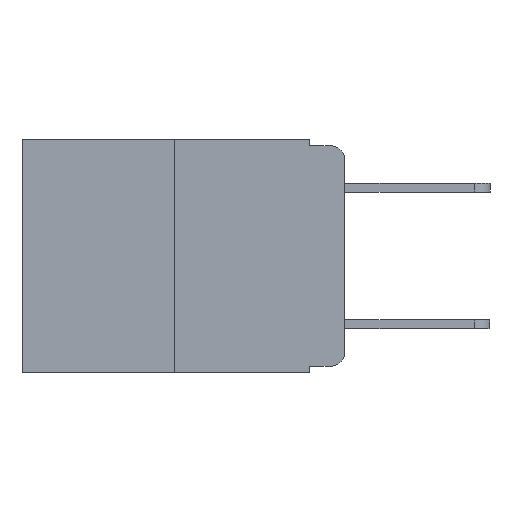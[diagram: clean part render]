
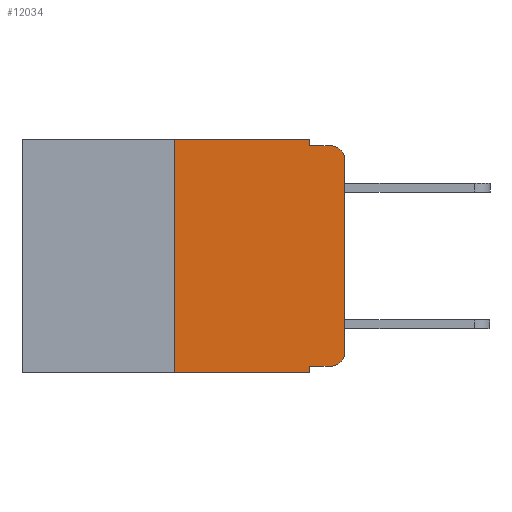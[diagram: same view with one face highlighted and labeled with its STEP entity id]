
A CAD part, left-side view. The second image highlights one B-rep face of the part: STEP entity #12034.
In plain terms, the highlighted planar face has unit normal (-1, 0, 0).
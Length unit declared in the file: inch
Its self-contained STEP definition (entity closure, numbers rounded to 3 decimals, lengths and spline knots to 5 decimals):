
#724 = VERTEX_POINT ( 'NONE', #18941 ) ;
#863 = VERTEX_POINT ( 'NONE', #14379 ) ;
#910 = CARTESIAN_POINT ( 'NONE',  ( 0., 0.02, -0.333 ) ) ;
#1284 = ORIENTED_EDGE ( 'NONE', *, *, #7564, .T. ) ;
#1337 = ORIENTED_EDGE ( 'NONE', *, *, #7354, .T. ) ;
#1383 = ORIENTED_EDGE ( 'NONE', *, *, #4962, .F. ) ;
#1526 = ORIENTED_EDGE ( 'NONE', *, *, #9817, .F. ) ;
#1546 = ORIENTED_EDGE ( 'NONE', *, *, #17126, .F. ) ;
#1552 = ORIENTED_EDGE ( 'NONE', *, *, #6096, .F. ) ;
#1861 = ORIENTED_EDGE ( 'NONE', *, *, #5316, .T. ) ;
#1902 = ORIENTED_EDGE ( 'NONE', *, *, #5521, .F. ) ;
#1923 = ORIENTED_EDGE ( 'NONE', *, *, #5581, .T. ) ;
#2011 = ORIENTED_EDGE ( 'NONE', *, *, #5865, .T. ) ;
#2077 = VERTEX_POINT ( 'NONE', #11352 ) ;
#2317 = LINE ( 'NONE', #13038, #17785 ) ;
#2569 = FACE_OUTER_BOUND ( 'NONE', #17397, .T. ) ;
#3177 = DIRECTION ( 'NONE',  ( 0., -1., 0. ) ) ;
#3579 = DIRECTION ( 'NONE',  ( 0., 0., -1. ) ) ;
#3616 = LINE ( 'NONE', #12252, #12131 ) ;
#4703 = VECTOR ( 'NONE', #6729, 39.37008 ) ;
#4962 = EDGE_CURVE ( 'NONE', #15106, #724, #20055, .T. ) ;
#5316 = EDGE_CURVE ( 'NONE', #16885, #2077, #3616, .T. ) ;
#5521 = EDGE_CURVE ( 'NONE', #11591, #2077, #13064, .T. ) ;
#5581 = EDGE_CURVE ( 'NONE', #11591, #12135, #15067, .T. ) ;
#5678 = CARTESIAN_POINT ( 'NONE',  ( 0., 0.25, 0. ) ) ;
#5865 = EDGE_CURVE ( 'NONE', #12135, #15000, #6986, .T. ) ;
#5951 = DIRECTION ( 'NONE',  ( 0., 0., -1. ) ) ;
#6096 = EDGE_CURVE ( 'NONE', #16885, #15174, #19546, .T. ) ;
#6686 = CARTESIAN_POINT ( 'NONE',  ( 0., 0.051, -0.333 ) ) ;
#6729 = DIRECTION ( 'NONE',  ( 0., 0., -1. ) ) ;
#6986 = CIRCLE ( 'NONE', #9083, 0.02 ) ;
#7006 = VECTOR ( 'NONE', #11671, 39.37008 ) ;
#7014 = CARTESIAN_POINT ( 'NONE',  ( 0., 0.051, -0.333 ) ) ;
#7074 = DIRECTION ( 'NONE',  ( 0., 0., 1. ) ) ;
#7322 = DIRECTION ( 'NONE',  ( 0., 0., 1. ) ) ;
#7354 = EDGE_CURVE ( 'NONE', #863, #724, #14958, .T. ) ;
#7564 = EDGE_CURVE ( 'NONE', #15000, #863, #12942, .T. ) ;
#9083 = AXIS2_PLACEMENT_3D ( 'NONE', #18404, #9792, #19703 ) ;
#9211 = CARTESIAN_POINT ( 'NONE',  ( 0., 0.473, 0. ) ) ;
#9663 = AXIS2_PLACEMENT_3D ( 'NONE', #9211, #15108, #5951 ) ;
#9666 = DIRECTION ( 'NONE',  ( -1., 0., 0. ) ) ;
#9792 = DIRECTION ( 'NONE',  ( -1., 0., 0. ) ) ;
#9817 = EDGE_CURVE ( 'NONE', #14422, #15106, #2317, .T. ) ;
#9985 = CARTESIAN_POINT ( 'NONE',  ( 0., 0.051, -0.01 ) ) ;
#11270 = CARTESIAN_POINT ( 'NONE',  ( 0., 0., -0.313 ) ) ;
#11352 = CARTESIAN_POINT ( 'NONE',  ( 0., 0.051, -0.343 ) ) ;
#11591 = VERTEX_POINT ( 'NONE', #6686 ) ;
#11671 = DIRECTION ( 'NONE',  ( 0., -1., 0. ) ) ;
#12034 = ADVANCED_FACE ( 'NONE', ( #2569 ), #19217, .F. ) ;
#12131 = VECTOR ( 'NONE', #13746, 39.37008 ) ;
#12135 = VERTEX_POINT ( 'NONE', #910 ) ;
#12252 = CARTESIAN_POINT ( 'NONE',  ( 0., 0.473, -0.343 ) ) ;
#12726 = CARTESIAN_POINT ( 'NONE',  ( 0., 0.051, -0.01 ) ) ;
#12753 = CARTESIAN_POINT ( 'NONE',  ( 0., 0.473, 0. ) ) ;
#12942 = LINE ( 'NONE', #16015, #16292 ) ;
#13038 = CARTESIAN_POINT ( 'NONE',  ( 0., 0.051, 0. ) ) ;
#13064 = LINE ( 'NONE', #18610, #4703 ) ;
#13746 = DIRECTION ( 'NONE',  ( 0., -1., 0. ) ) ;
#14170 = AXIS2_PLACEMENT_3D ( 'NONE', #18296, #9666, #19592 ) ;
#14379 = CARTESIAN_POINT ( 'NONE',  ( 0., 0., -0.03 ) ) ;
#14422 = VERTEX_POINT ( 'NONE', #18817 ) ;
#14958 = CIRCLE ( 'NONE', #14170, 0.02 ) ;
#15000 = VERTEX_POINT ( 'NONE', #11270 ) ;
#15067 = LINE ( 'NONE', #7014, #7006 ) ;
#15106 = VERTEX_POINT ( 'NONE', #9985 ) ;
#15108 = DIRECTION ( 'NONE',  ( 1., 0., 0. ) ) ;
#15174 = VERTEX_POINT ( 'NONE', #17378 ) ;
#15486 = VECTOR ( 'NONE', #7322, 39.37008 ) ;
#15619 = DIRECTION ( 'NONE',  ( 0., -1., 0. ) ) ;
#15986 = VECTOR ( 'NONE', #15619, 39.37008 ) ;
#16015 = CARTESIAN_POINT ( 'NONE',  ( 0., 0., 0. ) ) ;
#16136 = VECTOR ( 'NONE', #3177, 39.37008 ) ;
#16292 = VECTOR ( 'NONE', #7074, 39.37008 ) ;
#16885 = VERTEX_POINT ( 'NONE', #19152 ) ;
#17126 = EDGE_CURVE ( 'NONE', #15174, #14422, #19743, .T. ) ;
#17378 = CARTESIAN_POINT ( 'NONE',  ( 0., 0.25, 0. ) ) ;
#17397 = EDGE_LOOP ( 'NONE', ( #1284, #1337, #1383, #1526, #1546, #1552, #1861, #1902, #1923, #2011 ) ) ;
#17785 = VECTOR ( 'NONE', #3579, 39.37008 ) ;
#18296 = CARTESIAN_POINT ( 'NONE',  ( 0., 0.02, -0.03 ) ) ;
#18404 = CARTESIAN_POINT ( 'NONE',  ( 0., 0.02, -0.313 ) ) ;
#18610 = CARTESIAN_POINT ( 'NONE',  ( 0., 0.051, 0. ) ) ;
#18817 = CARTESIAN_POINT ( 'NONE',  ( 0., 0.051, 0. ) ) ;
#18941 = CARTESIAN_POINT ( 'NONE',  ( 0., 0.02, -0.01 ) ) ;
#19152 = CARTESIAN_POINT ( 'NONE',  ( 0., 0.25, -0.343 ) ) ;
#19217 = PLANE ( 'NONE',  #9663 ) ;
#19546 = LINE ( 'NONE', #5678, #15486 ) ;
#19592 = DIRECTION ( 'NONE',  ( 0., 0., -1. ) ) ;
#19703 = DIRECTION ( 'NONE',  ( 0., 0., -1. ) ) ;
#19743 = LINE ( 'NONE', #12753, #16136 ) ;
#20055 = LINE ( 'NONE', #12726, #15986 ) ;
